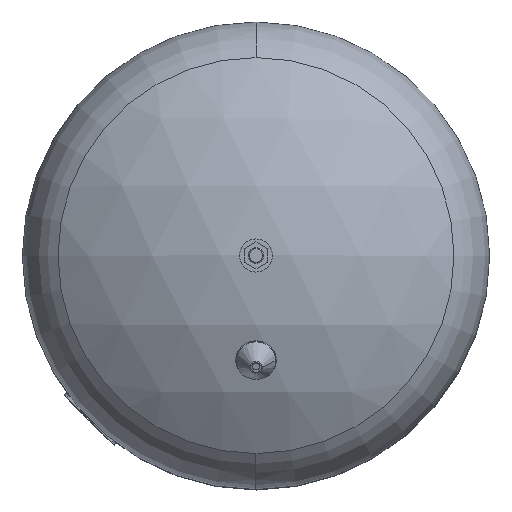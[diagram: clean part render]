
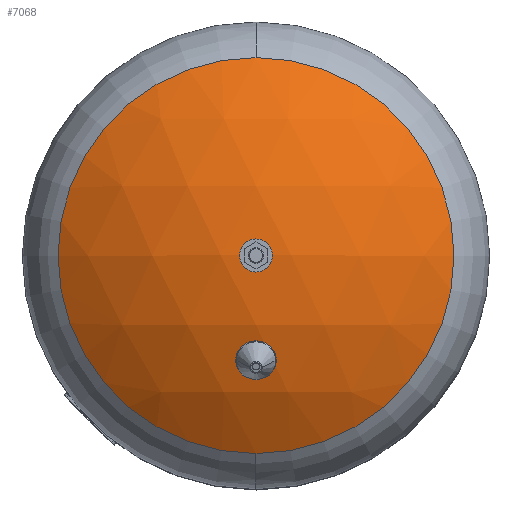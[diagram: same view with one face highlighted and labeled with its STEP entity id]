
A CAD part, top view. The second image highlights one B-rep face of the part: STEP entity #7068.
In plain terms, the highlighted spherical face has radius 354.5 mm.
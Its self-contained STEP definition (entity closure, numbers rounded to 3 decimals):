
#7007=CARTESIAN_POINT('',(0.,203.326,739.894));
#7008=VERTEX_POINT('',#7007);
#7024=CARTESIAN_POINT('',(0.,-203.326,739.894));
#7025=VERTEX_POINT('',#7024);
#7033=CARTESIAN_POINT('',(-203.326,0.,739.894));
#7034=VERTEX_POINT('',#7033);
#7035=CARTESIAN_POINT('',(0.,0.,739.894));
#7036=DIRECTION('',(0.0,0.0,-1.0));
#7037=DIRECTION('',(-1.0,0.0,0.0));
#7038=AXIS2_PLACEMENT_3D('',#7035,#7036,#7037);
#7039=CIRCLE('',#7038,203.326);
#7040=EDGE_CURVE('',#7025,#7034,#7039,.T.);
#7042=CARTESIAN_POINT('',(0.,0.,739.894));
#7043=DIRECTION('',(0.0,0.0,-1.0));
#7044=DIRECTION('',(-1.0,0.0,0.0));
#7045=AXIS2_PLACEMENT_3D('',#7042,#7043,#7044);
#7046=CIRCLE('',#7045,203.326);
#7047=EDGE_CURVE('',#7034,#7008,#7046,.T.);
#7052=CARTESIAN_POINT('',(0.,0.,449.5));
#7053=DIRECTION('',(0.0,1.0,0.0));
#7054=DIRECTION('',(1.0,0.0,0.0));
#7055=AXIS2_PLACEMENT_3D('',#7052,#7053,#7054);
#7056=SPHERICAL_SURFACE('',#7055,354.5);
#7057=ORIENTED_EDGE('',*,*,#7047,.F.);
#7058=ORIENTED_EDGE('',*,*,#7040,.F.);
#7059=CARTESIAN_POINT('',(0.,0.,739.894));
#7060=DIRECTION('',(0.0,0.0,-1.0));
#7061=DIRECTION('',(-1.0,0.0,0.0));
#7062=AXIS2_PLACEMENT_3D('',#7059,#7060,#7061);
#7063=CIRCLE('',#7062,203.326);
#7064=EDGE_CURVE('',#7008,#7025,#7063,.T.);
#7065=ORIENTED_EDGE('',*,*,#7064,.F.);
#7066=EDGE_LOOP('',(#7057,#7058,#7065));
#7067=FACE_OUTER_BOUND('',#7066,.T.);
#7068=ADVANCED_FACE('',(#7067),#7056,.T.);
